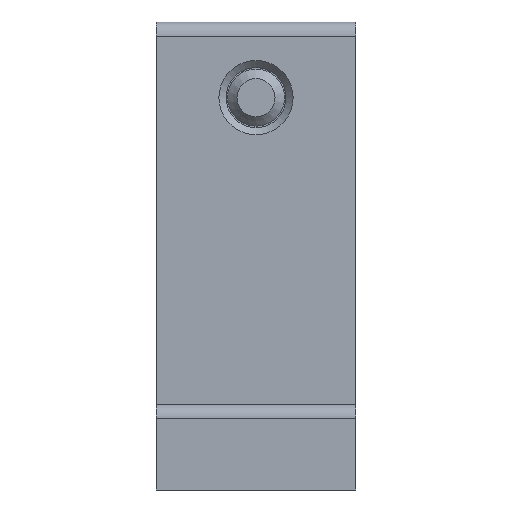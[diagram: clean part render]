
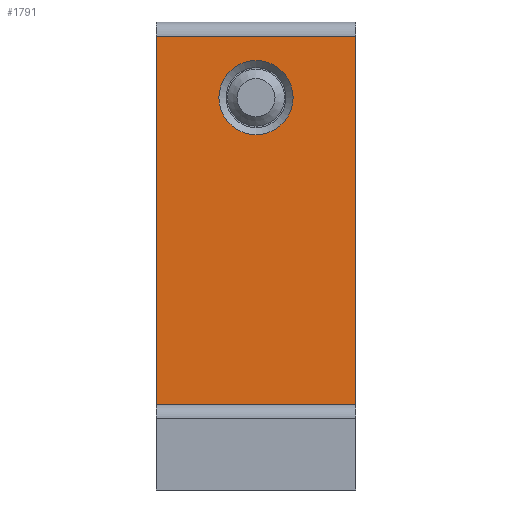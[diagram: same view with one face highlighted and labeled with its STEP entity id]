
A CAD part, left-side view. The second image highlights one B-rep face of the part: STEP entity #1791.
In plain terms, the highlighted planar face has unit normal (-1, 0, 0).
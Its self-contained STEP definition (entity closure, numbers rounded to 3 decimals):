
#266 = PLANE('',#267);
#267 = AXIS2_PLACEMENT_3D('',#268,#269,#270);
#268 = CARTESIAN_POINT('',(0.,0.,14.206));
#269 = DIRECTION('',(0.,1.,0.));
#270 = DIRECTION('',(0.,0.,1.));
#322 = PLANE('',#323);
#323 = AXIS2_PLACEMENT_3D('',#324,#325,#326);
#324 = CARTESIAN_POINT('',(0.,-14.,14.206));
#325 = DIRECTION('',(0.,1.,0.));
#326 = DIRECTION('',(0.,0.,1.));
#690 = VERTEX_POINT('',#691);
#691 = CARTESIAN_POINT('',(-9.,0.,6.));
#705 = PLANE('',#706);
#706 = AXIS2_PLACEMENT_3D('',#707,#708,#709);
#707 = CARTESIAN_POINT('',(-9.,0.,6.));
#708 = DIRECTION('',(0.,0.,-1.));
#709 = DIRECTION('',(-1.,0.,0.));
#717 = EDGE_CURVE('',#718,#690,#720,.T.);
#718 = VERTEX_POINT('',#719);
#719 = CARTESIAN_POINT('',(-9.,0.,31.8));
#720 = SURFACE_CURVE('',#721,(#725,#732),.PCURVE_S1.);
#721 = LINE('',#722,#723);
#722 = CARTESIAN_POINT('',(-9.,0.,31.8));
#723 = VECTOR('',#724,1.);
#724 = DIRECTION('',(0.,0.,-1.));
#725 = PCURVE('',#266,#726);
#726 = DEFINITIONAL_REPRESENTATION('',(#727),#731);
#727 = LINE('',#728,#729);
#728 = CARTESIAN_POINT('',(17.594,-9.));
#729 = VECTOR('',#730,1.);
#730 = DIRECTION('',(-1.,0.));
#731 = ( GEOMETRIC_REPRESENTATION_CONTEXT(2) 
PARAMETRIC_REPRESENTATION_CONTEXT() REPRESENTATION_CONTEXT('2D SPACE',''
  ) );
#732 = PCURVE('',#733,#738);
#733 = PLANE('',#734);
#734 = AXIS2_PLACEMENT_3D('',#735,#736,#737);
#735 = CARTESIAN_POINT('',(-9.,0.,31.8));
#736 = DIRECTION('',(1.,0.,0.));
#737 = DIRECTION('',(0.,0.,-1.));
#738 = DEFINITIONAL_REPRESENTATION('',(#739),#743);
#739 = LINE('',#740,#741);
#740 = CARTESIAN_POINT('',(-0.,0.));
#741 = VECTOR('',#742,1.);
#742 = DIRECTION('',(1.,-0.));
#743 = ( GEOMETRIC_REPRESENTATION_CONTEXT(2) 
PARAMETRIC_REPRESENTATION_CONTEXT() REPRESENTATION_CONTEXT('2D SPACE',''
  ) );
#766 = CYLINDRICAL_SURFACE('',#767,1.);
#767 = AXIS2_PLACEMENT_3D('',#768,#769,#770);
#768 = CARTESIAN_POINT('',(-8.,0.,31.8));
#769 = DIRECTION('',(0.,1.,0.));
#770 = DIRECTION('',(1.,0.,0.));
#1109 = VERTEX_POINT('',#1110);
#1110 = CARTESIAN_POINT('',(-9.,-14.,6.));
#1131 = EDGE_CURVE('',#1132,#1109,#1134,.T.);
#1132 = VERTEX_POINT('',#1133);
#1133 = CARTESIAN_POINT('',(-9.,-14.,31.8));
#1134 = SURFACE_CURVE('',#1135,(#1139,#1146),.PCURVE_S1.);
#1135 = LINE('',#1136,#1137);
#1136 = CARTESIAN_POINT('',(-9.,-14.,31.8));
#1137 = VECTOR('',#1138,1.);
#1138 = DIRECTION('',(0.,0.,-1.));
#1139 = PCURVE('',#322,#1140);
#1140 = DEFINITIONAL_REPRESENTATION('',(#1141),#1145);
#1141 = LINE('',#1142,#1143);
#1142 = CARTESIAN_POINT('',(17.594,-9.));
#1143 = VECTOR('',#1144,1.);
#1144 = DIRECTION('',(-1.,0.));
#1145 = ( GEOMETRIC_REPRESENTATION_CONTEXT(2) 
PARAMETRIC_REPRESENTATION_CONTEXT() REPRESENTATION_CONTEXT('2D SPACE',''
  ) );
#1146 = PCURVE('',#733,#1147);
#1147 = DEFINITIONAL_REPRESENTATION('',(#1148),#1152);
#1148 = LINE('',#1149,#1150);
#1149 = CARTESIAN_POINT('',(0.,-14.));
#1150 = VECTOR('',#1151,1.);
#1151 = DIRECTION('',(1.,-0.));
#1152 = ( GEOMETRIC_REPRESENTATION_CONTEXT(2) 
PARAMETRIC_REPRESENTATION_CONTEXT() REPRESENTATION_CONTEXT('2D SPACE',''
  ) );
#1768 = EDGE_CURVE('',#690,#1109,#1769,.T.);
#1769 = SURFACE_CURVE('',#1770,(#1774,#1781),.PCURVE_S1.);
#1770 = LINE('',#1771,#1772);
#1771 = CARTESIAN_POINT('',(-9.,0.,6.));
#1772 = VECTOR('',#1773,1.);
#1773 = DIRECTION('',(0.,-1.,0.));
#1774 = PCURVE('',#705,#1775);
#1775 = DEFINITIONAL_REPRESENTATION('',(#1776),#1780);
#1776 = LINE('',#1777,#1778);
#1777 = CARTESIAN_POINT('',(0.,0.));
#1778 = VECTOR('',#1779,1.);
#1779 = DIRECTION('',(0.,-1.));
#1780 = ( GEOMETRIC_REPRESENTATION_CONTEXT(2) 
PARAMETRIC_REPRESENTATION_CONTEXT() REPRESENTATION_CONTEXT('2D SPACE',''
  ) );
#1781 = PCURVE('',#733,#1782);
#1782 = DEFINITIONAL_REPRESENTATION('',(#1783),#1787);
#1783 = LINE('',#1784,#1785);
#1784 = CARTESIAN_POINT('',(25.8,0.));
#1785 = VECTOR('',#1786,1.);
#1786 = DIRECTION('',(0.,-1.));
#1787 = ( GEOMETRIC_REPRESENTATION_CONTEXT(2) 
PARAMETRIC_REPRESENTATION_CONTEXT() REPRESENTATION_CONTEXT('2D SPACE',''
  ) );
#1791 = ADVANCED_FACE('',(#1792,#1823),#733,.F.);
#1792 = FACE_BOUND('',#1793,.F.);
#1793 = EDGE_LOOP('',(#1794));
#1794 = ORIENTED_EDGE('',*,*,#1795,.F.);
#1795 = EDGE_CURVE('',#1796,#1796,#1798,.T.);
#1796 = VERTEX_POINT('',#1797);
#1797 = CARTESIAN_POINT('',(-9.,-7.,30.1));
#1798 = SURFACE_CURVE('',#1799,(#1804,#1811),.PCURVE_S1.);
#1799 = CIRCLE('',#1800,2.6);
#1800 = AXIS2_PLACEMENT_3D('',#1801,#1802,#1803);
#1801 = CARTESIAN_POINT('',(-9.,-7.,27.5));
#1802 = DIRECTION('',(1.,0.,-0.));
#1803 = DIRECTION('',(0.,0.,1.));
#1804 = PCURVE('',#733,#1805);
#1805 = DEFINITIONAL_REPRESENTATION('',(#1806),#1810);
#1806 = CIRCLE('',#1807,2.6);
#1807 = AXIS2_PLACEMENT_2D('',#1808,#1809);
#1808 = CARTESIAN_POINT('',(4.3,-7.));
#1809 = DIRECTION('',(-1.,0.));
#1810 = ( GEOMETRIC_REPRESENTATION_CONTEXT(2) 
PARAMETRIC_REPRESENTATION_CONTEXT() REPRESENTATION_CONTEXT('2D SPACE',''
  ) );
#1811 = PCURVE('',#1812,#1817);
#1812 = CONICAL_SURFACE('',#1813,2.1,0.785);
#1813 = AXIS2_PLACEMENT_3D('',#1814,#1815,#1816);
#1814 = CARTESIAN_POINT('',(-8.5,-7.,27.5));
#1815 = DIRECTION('',(-1.,-0.,-0.));
#1816 = DIRECTION('',(0.,0.,1.));
#1817 = DEFINITIONAL_REPRESENTATION('',(#1818),#1822);
#1818 = LINE('',#1819,#1820);
#1819 = CARTESIAN_POINT('',(0.,0.5));
#1820 = VECTOR('',#1821,1.);
#1821 = DIRECTION('',(-1.,-0.));
#1822 = ( GEOMETRIC_REPRESENTATION_CONTEXT(2) 
PARAMETRIC_REPRESENTATION_CONTEXT() REPRESENTATION_CONTEXT('2D SPACE',''
  ) );
#1823 = FACE_BOUND('',#1824,.F.);
#1824 = EDGE_LOOP('',(#1825,#1845,#1846,#1847));
#1825 = ORIENTED_EDGE('',*,*,#1826,.T.);
#1826 = EDGE_CURVE('',#718,#1132,#1827,.T.);
#1827 = SURFACE_CURVE('',#1828,(#1832,#1839),.PCURVE_S1.);
#1828 = LINE('',#1829,#1830);
#1829 = CARTESIAN_POINT('',(-9.,0.,31.8));
#1830 = VECTOR('',#1831,1.);
#1831 = DIRECTION('',(0.,-1.,0.));
#1832 = PCURVE('',#733,#1833);
#1833 = DEFINITIONAL_REPRESENTATION('',(#1834),#1838);
#1834 = LINE('',#1835,#1836);
#1835 = CARTESIAN_POINT('',(0.,0.));
#1836 = VECTOR('',#1837,1.);
#1837 = DIRECTION('',(0.,-1.));
#1838 = ( GEOMETRIC_REPRESENTATION_CONTEXT(2) 
PARAMETRIC_REPRESENTATION_CONTEXT() REPRESENTATION_CONTEXT('2D SPACE',''
  ) );
#1839 = PCURVE('',#766,#1840);
#1840 = DEFINITIONAL_REPRESENTATION('',(#1841),#1844);
#1841 = B_SPLINE_CURVE_WITH_KNOTS('',1,(#1842,#1843),.UNSPECIFIED.,.F.,
  .F.,(2,2),(0.,14.),.PIECEWISE_BEZIER_KNOTS.);
#1842 = CARTESIAN_POINT('',(-3.142,0.));
#1843 = CARTESIAN_POINT('',(-3.142,-14.));
#1844 = ( GEOMETRIC_REPRESENTATION_CONTEXT(2) 
PARAMETRIC_REPRESENTATION_CONTEXT() REPRESENTATION_CONTEXT('2D SPACE',''
  ) );
#1845 = ORIENTED_EDGE('',*,*,#1131,.T.);
#1846 = ORIENTED_EDGE('',*,*,#1768,.F.);
#1847 = ORIENTED_EDGE('',*,*,#717,.F.);
